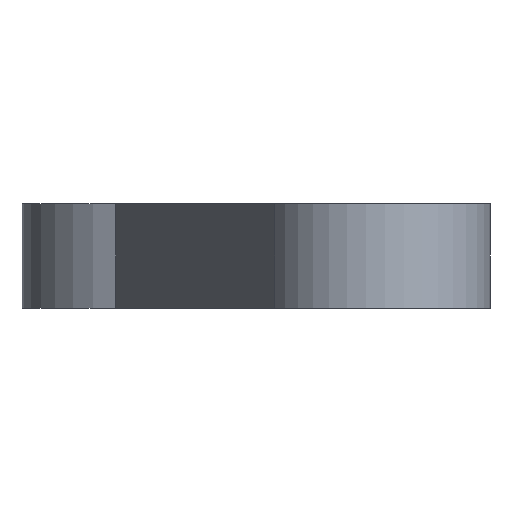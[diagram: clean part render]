
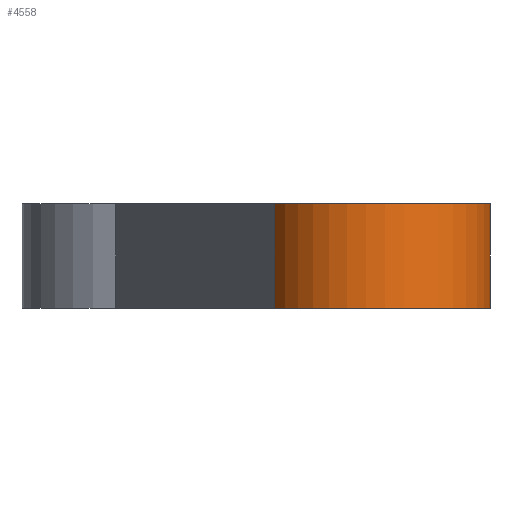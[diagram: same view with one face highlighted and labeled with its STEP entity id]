
A CAD part, left-side view. The second image highlights one B-rep face of the part: STEP entity #4558.
In plain terms, the highlighted cylindrical face has radius 16.5 mm (diameter 33 mm), a partial arc.
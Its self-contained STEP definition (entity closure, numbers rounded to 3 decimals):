
#101=CARTESIAN_POINT('',(-55.,-30.,-7.5));
#102=DIRECTION('',(0.,0.,1.));
#103=DIRECTION('',(-0.469,0.883,0.));
#104=AXIS2_PLACEMENT_3D('',#101,#102,#103);
#141=CARTESIAN_POINT('',(-55.,-30.,7.5));
#142=DIRECTION('',(0.,0.,1.));
#143=DIRECTION('',(-0.469,0.883,0.));
#144=AXIS2_PLACEMENT_3D('',#141,#142,#143);
#1042=DIRECTION('',(0.,0.,1.));
#1043=VECTOR('',#1042,15.);
#1044=CARTESIAN_POINT('',(-52.135,-46.249,-7.5));
#1045=LINE('',#1044,#1043);
#1046=DIRECTION('',(0.,0.,1.));
#1047=VECTOR('',#1046,15.);
#1048=CARTESIAN_POINT('',(-62.746,-15.431,-7.5));
#1049=LINE('',#1048,#1047);
#2901=CARTESIAN_POINT('',(-62.746,-15.431,-7.5));
#2903=VERTEX_POINT('',#2901);
#2904=CARTESIAN_POINT('',(-52.135,-46.249,-7.5));
#2905=VERTEX_POINT('',#2904);
#2907=CARTESIAN_POINT('',(-62.746,-15.431,7.5));
#2909=VERTEX_POINT('',#2907);
#2910=CARTESIAN_POINT('',(-52.135,-46.249,7.5));
#2911=VERTEX_POINT('',#2910);
#4546=CARTESIAN_POINT('',(-55.,-30.,-7.5));
#4547=DIRECTION('',(0.,0.,1.));
#4548=DIRECTION('',(1.,0.,0.));
#4549=AXIS2_PLACEMENT_3D('',#4546,#4547,#4548);
#4550=CYLINDRICAL_SURFACE('',#4549,16.5);
#4551=ORIENTED_EDGE('',*,*,#3861,.F.);
#4553=ORIENTED_EDGE('',*,*,#4552,.T.);
#4554=ORIENTED_EDGE('',*,*,#3962,.T.);
#4555=ORIENTED_EDGE('',*,*,#4540,.F.);
#4556=EDGE_LOOP('',(#4551,#4553,#4554,#4555));
#4557=FACE_OUTER_BOUND('',#4556,.F.);
#4558=ADVANCED_FACE('',(#4557),#4550,.T.);
#105=CIRCLE('',#104,16.5);
#145=CIRCLE('',#144,16.5);
#3861=EDGE_CURVE('',#2903,#2905,#105,.T.);
#3962=EDGE_CURVE('',#2909,#2911,#145,.T.);
#4540=EDGE_CURVE('',#2905,#2911,#1045,.T.);
#4552=EDGE_CURVE('',#2903,#2909,#1049,.T.);
